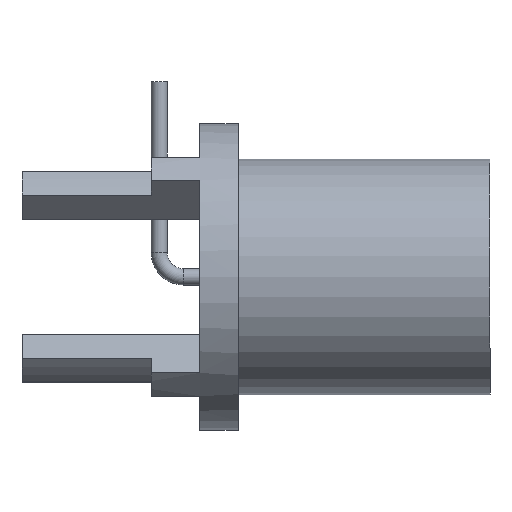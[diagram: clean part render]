
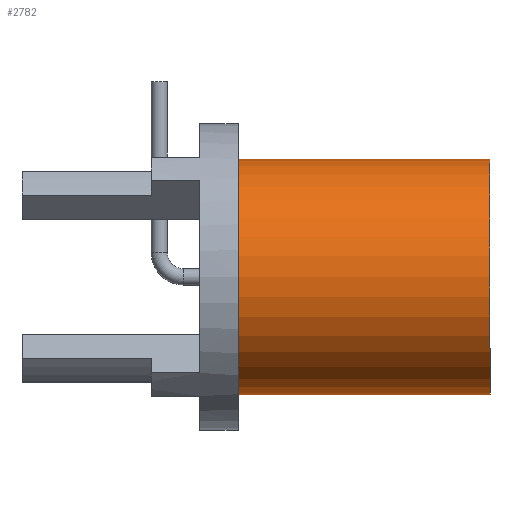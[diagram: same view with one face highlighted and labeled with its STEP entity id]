
A CAD part, top view. The second image highlights one B-rep face of the part: STEP entity #2782.
In plain terms, the highlighted cylindrical face has radius 3.645 mm (diameter 7.29 mm), a partial arc.
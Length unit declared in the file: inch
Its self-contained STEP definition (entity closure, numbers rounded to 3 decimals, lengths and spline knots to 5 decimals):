
#35 = VERTEX_POINT ( 'NONE', #4293 ) ;
#124 = ORIENTED_EDGE ( 'NONE', *, *, #1532, .T. ) ;
#159 = LINE ( 'NONE', #6467, #2729 ) ;
#282 = VERTEX_POINT ( 'NONE', #726 ) ;
#348 = FACE_OUTER_BOUND ( 'NONE', #4141, .T. ) ;
#726 = CARTESIAN_POINT ( 'NONE',  ( 0.56771, -0.1435, 0. ) ) ;
#814 = CARTESIAN_POINT ( 'NONE',  ( 0.8738, 0., 0. ) ) ;
#1088 = AXIS2_PLACEMENT_3D ( 'NONE', #5320, #3598, #6522 ) ;
#1091 = VECTOR ( 'NONE', #6432, 39.37008 ) ;
#1532 = EDGE_CURVE ( 'NONE', #282, #6243, #159, .T. ) ;
#2025 = DIRECTION ( 'NONE',  ( 1., 0., 0. ) ) ;
#2137 = EDGE_CURVE ( 'NONE', #6243, #6553, #6214, .T. ) ;
#2706 = CARTESIAN_POINT ( 'NONE',  ( 0.8748, 0., 0. ) ) ;
#2715 = CYLINDRICAL_SURFACE ( 'NONE', #4728, 0.1435 ) ;
#2729 = VECTOR ( 'NONE', #3578, 39.37008 ) ;
#2782 = ADVANCED_FACE ( 'NONE', ( #348 ), #2715, .T. ) ;
#2898 = LINE ( 'NONE', #5830, #1091 ) ;
#2971 = ORIENTED_EDGE ( 'NONE', *, *, #2137, .T. ) ;
#3578 = DIRECTION ( 'NONE',  ( 1., 0., 0. ) ) ;
#3598 = DIRECTION ( 'NONE',  ( -1., 0., 0. ) ) ;
#4141 = EDGE_LOOP ( 'NONE', ( #4753, #124, #2971, #4554 ) ) ;
#4231 = CIRCLE ( 'NONE', #1088, 0.1435 ) ;
#4293 = CARTESIAN_POINT ( 'NONE',  ( 0.56771, 0.1435, 0. ) ) ;
#4554 = ORIENTED_EDGE ( 'NONE', *, *, #6873, .F. ) ;
#4728 = AXIS2_PLACEMENT_3D ( 'NONE', #814, #2025, #7258 ) ;
#4753 = ORIENTED_EDGE ( 'NONE', *, *, #4945, .F. ) ;
#4945 = EDGE_CURVE ( 'NONE', #282, #35, #4231, .T. ) ;
#5063 = DIRECTION ( 'NONE',  ( 0., 1., 0. ) ) ;
#5320 = CARTESIAN_POINT ( 'NONE',  ( 0.56771, 0., 0. ) ) ;
#5600 = DIRECTION ( 'NONE',  ( -1., 0., 0. ) ) ;
#5830 = CARTESIAN_POINT ( 'NONE',  ( 0.8738, 0.1435, 0. ) ) ;
#5837 = CARTESIAN_POINT ( 'NONE',  ( 0.8748, -0.1435, 0. ) ) ;
#6101 = AXIS2_PLACEMENT_3D ( 'NONE', #2706, #5600, #5063 ) ;
#6214 = CIRCLE ( 'NONE', #6101, 0.1435 ) ;
#6243 = VERTEX_POINT ( 'NONE', #5837 ) ;
#6432 = DIRECTION ( 'NONE',  ( 1., 0., 0. ) ) ;
#6467 = CARTESIAN_POINT ( 'NONE',  ( 0.8738, -0.1435, 0. ) ) ;
#6522 = DIRECTION ( 'NONE',  ( 0., 1., 0. ) ) ;
#6553 = VERTEX_POINT ( 'NONE', #7433 ) ;
#6873 = EDGE_CURVE ( 'NONE', #35, #6553, #2898, .T. ) ;
#7258 = DIRECTION ( 'NONE',  ( 0., 1., 0. ) ) ;
#7433 = CARTESIAN_POINT ( 'NONE',  ( 0.8748, 0.1435, 0. ) ) ;
